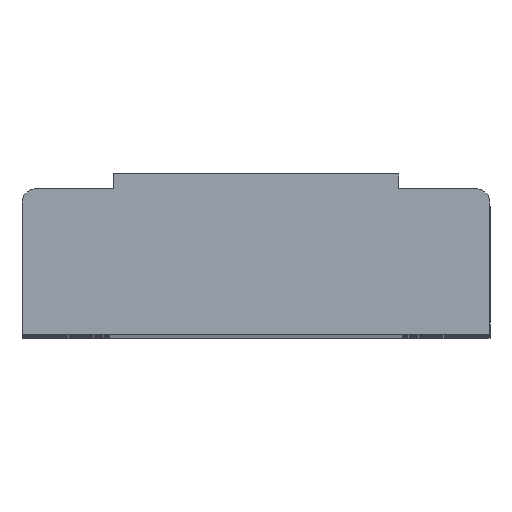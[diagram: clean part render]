
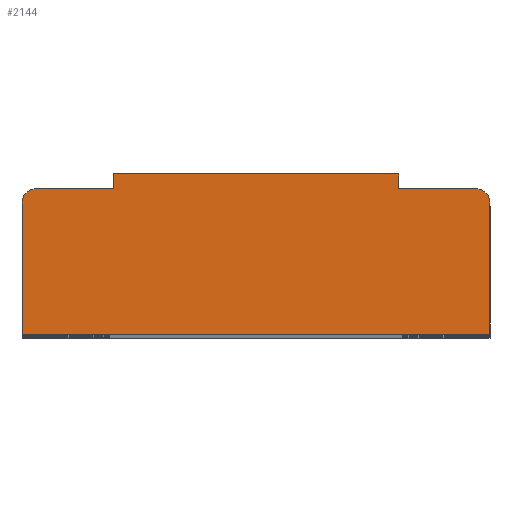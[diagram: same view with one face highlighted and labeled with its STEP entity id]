
A CAD part, top view. The second image highlights one B-rep face of the part: STEP entity #2144.
In plain terms, the highlighted planar face has unit normal (0, 0, 1).
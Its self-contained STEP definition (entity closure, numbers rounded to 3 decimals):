
#121 = AXIS2_PLACEMENT_3D ( 'NONE', #434, #4255, #1143 ) ;
#252 = LINE ( 'NONE', #1669, #1364 ) ;
#332 = CARTESIAN_POINT ( 'NONE',  ( 0.489, 0.5, 3.2 ) ) ;
#412 = FACE_OUTER_BOUND ( 'NONE', #1077, .T. ) ;
#434 = CARTESIAN_POINT ( 'NONE',  ( -0.8, 0.5, 3.2 ) ) ;
#489 = CARTESIAN_POINT ( 'NONE',  ( -0.8, 0.45, 3.2 ) ) ;
#552 = CARTESIAN_POINT ( 'NONE',  ( -0.8, 0., 3.2 ) ) ;
#647 = ORIENTED_EDGE ( 'NONE', *, *, #1086, .T. ) ;
#692 = CARTESIAN_POINT ( 'NONE',  ( 0.75, 0.45, 3.2 ) ) ;
#747 = CARTESIAN_POINT ( 'NONE',  ( 0.489, 0.55, 3.2 ) ) ;
#804 = AXIS2_PLACEMENT_3D ( 'NONE', #1252, #2349, #2305 ) ;
#886 = DIRECTION ( 'NONE',  ( 1., 0., 0. ) ) ;
#1034 = DIRECTION ( 'NONE',  ( 0., -1., 0. ) ) ;
#1040 = VERTEX_POINT ( 'NONE', #552 ) ;
#1077 = EDGE_LOOP ( 'NONE', ( #1236, #4481, #4456, #2994, #1183, #1498, #4074, #3121, #3474, #647 ) ) ;
#1086 = EDGE_CURVE ( 'NONE', #1040, #2208, #252, .T. ) ;
#1108 = EDGE_CURVE ( 'NONE', #2381, #3277, #2714, .T. ) ;
#1123 = CARTESIAN_POINT ( 'NONE',  ( 0.8, 0.45, 3.2 ) ) ;
#1143 = DIRECTION ( 'NONE',  ( -1., 0., 0. ) ) ;
#1180 = CARTESIAN_POINT ( 'NONE',  ( -0.486, 0.55, 3.2 ) ) ;
#1183 = ORIENTED_EDGE ( 'NONE', *, *, #1536, .F. ) ;
#1236 = ORIENTED_EDGE ( 'NONE', *, *, #1267, .F. ) ;
#1252 = CARTESIAN_POINT ( 'NONE',  ( -0.75, 0.45, 3.2 ) ) ;
#1267 = EDGE_CURVE ( 'NONE', #3719, #2208, #3545, .T. ) ;
#1305 = EDGE_CURVE ( 'NONE', #3719, #2486, #3681, .T. ) ;
#1312 = DIRECTION ( 'NONE',  ( 1., 0., 0. ) ) ;
#1364 = VECTOR ( 'NONE', #3027, 1000. ) ;
#1440 = LINE ( 'NONE', #747, #2162 ) ;
#1446 = CARTESIAN_POINT ( 'NONE',  ( -0.486, 0.55, 3.2 ) ) ;
#1498 = ORIENTED_EDGE ( 'NONE', *, *, #2988, .T. ) ;
#1511 = CARTESIAN_POINT ( 'NONE',  ( -0.75, 0.5, 3.2 ) ) ;
#1536 = EDGE_CURVE ( 'NONE', #2115, #2996, #2286, .T. ) ;
#1651 = CARTESIAN_POINT ( 'NONE',  ( -0.486, 0.5, 3.2 ) ) ;
#1669 = CARTESIAN_POINT ( 'NONE',  ( -0.8, 0., 3.2 ) ) ;
#1684 = VECTOR ( 'NONE', #886, 1000. ) ;
#1703 = CARTESIAN_POINT ( 'NONE',  ( 0.8, 0.5, 3.2 ) ) ;
#1801 = DIRECTION ( 'NONE',  ( 0., -1., 0. ) ) ;
#1823 = AXIS2_PLACEMENT_3D ( 'NONE', #692, #2090, #3775 ) ;
#2011 = DIRECTION ( 'NONE',  ( 1., 0., 0. ) ) ;
#2090 = DIRECTION ( 'NONE',  ( 0., 0., 1. ) ) ;
#2115 = VERTEX_POINT ( 'NONE', #2690 ) ;
#2144 = ADVANCED_FACE ( 'NONE', ( #412 ), #3223, .F. ) ;
#2162 = VECTOR ( 'NONE', #2417, 1000. ) ;
#2208 = VERTEX_POINT ( 'NONE', #2250 ) ;
#2250 = CARTESIAN_POINT ( 'NONE',  ( 0.8, 0., 3.2 ) ) ;
#2265 = EDGE_CURVE ( 'NONE', #4073, #2486, #4070, .T. ) ;
#2286 = LINE ( 'NONE', #1180, #1684 ) ;
#2305 = DIRECTION ( 'NONE',  ( -1., 0., 0. ) ) ;
#2349 = DIRECTION ( 'NONE',  ( 0., 0., 1. ) ) ;
#2381 = VERTEX_POINT ( 'NONE', #1511 ) ;
#2406 = CARTESIAN_POINT ( 'NONE',  ( -0.8, 0.5, 3.2 ) ) ;
#2417 = DIRECTION ( 'NONE',  ( 0., -1., 0. ) ) ;
#2486 = VERTEX_POINT ( 'NONE', #3335 ) ;
#2488 = CARTESIAN_POINT ( 'NONE',  ( 0.489, 0.55, 3.2 ) ) ;
#2690 = CARTESIAN_POINT ( 'NONE',  ( -0.486, 0.55, 3.2 ) ) ;
#2706 = VERTEX_POINT ( 'NONE', #489 ) ;
#2714 = LINE ( 'NONE', #2406, #4096 ) ;
#2722 = DIRECTION ( 'NONE',  ( 0., -1., 0. ) ) ;
#2761 = CIRCLE ( 'NONE', #804, 0.05 ) ;
#2988 = EDGE_CURVE ( 'NONE', #2115, #3277, #3131, .T. ) ;
#2994 = ORIENTED_EDGE ( 'NONE', *, *, #4055, .F. ) ;
#2996 = VERTEX_POINT ( 'NONE', #2488 ) ;
#3027 = DIRECTION ( 'NONE',  ( 1., 0., 0. ) ) ;
#3062 = LINE ( 'NONE', #4437, #3378 ) ;
#3121 = ORIENTED_EDGE ( 'NONE', *, *, #3321, .T. ) ;
#3131 = LINE ( 'NONE', #1446, #3182 ) ;
#3182 = VECTOR ( 'NONE', #1034, 1000. ) ;
#3223 = PLANE ( 'NONE',  #121 ) ;
#3277 = VERTEX_POINT ( 'NONE', #1651 ) ;
#3321 = EDGE_CURVE ( 'NONE', #2381, #2706, #2761, .T. ) ;
#3335 = CARTESIAN_POINT ( 'NONE',  ( 0.75, 0.5, 3.2 ) ) ;
#3378 = VECTOR ( 'NONE', #1801, 1000. ) ;
#3384 = VECTOR ( 'NONE', #2722, 1000. ) ;
#3417 = CARTESIAN_POINT ( 'NONE',  ( -0.8, 0.5, 3.2 ) ) ;
#3474 = ORIENTED_EDGE ( 'NONE', *, *, #3621, .T. ) ;
#3531 = VECTOR ( 'NONE', #2011, 1000. ) ;
#3545 = LINE ( 'NONE', #1703, #3384 ) ;
#3621 = EDGE_CURVE ( 'NONE', #2706, #1040, #3062, .T. ) ;
#3681 = CIRCLE ( 'NONE', #1823, 0.05 ) ;
#3719 = VERTEX_POINT ( 'NONE', #1123 ) ;
#3775 = DIRECTION ( 'NONE',  ( -1., 0., 0. ) ) ;
#4055 = EDGE_CURVE ( 'NONE', #2996, #4073, #1440, .T. ) ;
#4070 = LINE ( 'NONE', #3417, #3531 ) ;
#4073 = VERTEX_POINT ( 'NONE', #332 ) ;
#4074 = ORIENTED_EDGE ( 'NONE', *, *, #1108, .F. ) ;
#4096 = VECTOR ( 'NONE', #1312, 1000. ) ;
#4255 = DIRECTION ( 'NONE',  ( 0., 0., -1. ) ) ;
#4437 = CARTESIAN_POINT ( 'NONE',  ( -0.8, 0.5, 3.2 ) ) ;
#4456 = ORIENTED_EDGE ( 'NONE', *, *, #2265, .F. ) ;
#4481 = ORIENTED_EDGE ( 'NONE', *, *, #1305, .T. ) ;
